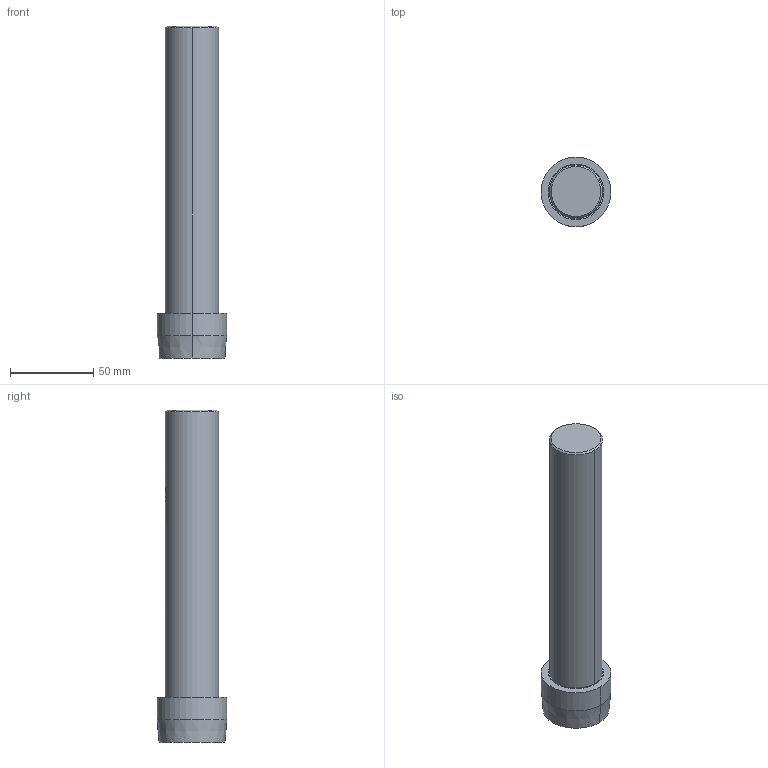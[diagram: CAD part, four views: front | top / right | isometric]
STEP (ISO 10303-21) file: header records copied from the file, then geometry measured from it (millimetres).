
FILE_DESCRIPTION(('no description'),'unknown implementation level');
FILE_NAME('48071314.stp',' ',('CIM GmbH Aachen'),('CADClick - KiM GmbH - www.kimweb.de'),'unknown preprocess','ACIS','unknown authorization');
FILE_SCHEMA(('automotive_design'));
Length unit declared in the file: millimetre
Products named in the file (2): 1; 2
Bounding box: 42 x 42 x 200 mm (x, y, z)
Volume: 175508.1 mm3; surface area: 29649.1 mm2
Topology: 2 solids, 2 shells, 33 faces, 77 edges, 48 vertices
Faces by surface type: cylinder 16, plane 9, cone 8
Entity records: 2244 total; most frequent: CARTESIAN_POINT 543, DIRECTION 167, STYLED_ITEM 160, PRESENTATION_STYLE_ASSIGNMENT 160, COLOUR_RGB 160, ORIENTED_EDGE 154, EDGE_CURVE 77, CURVE_STYLE 77
